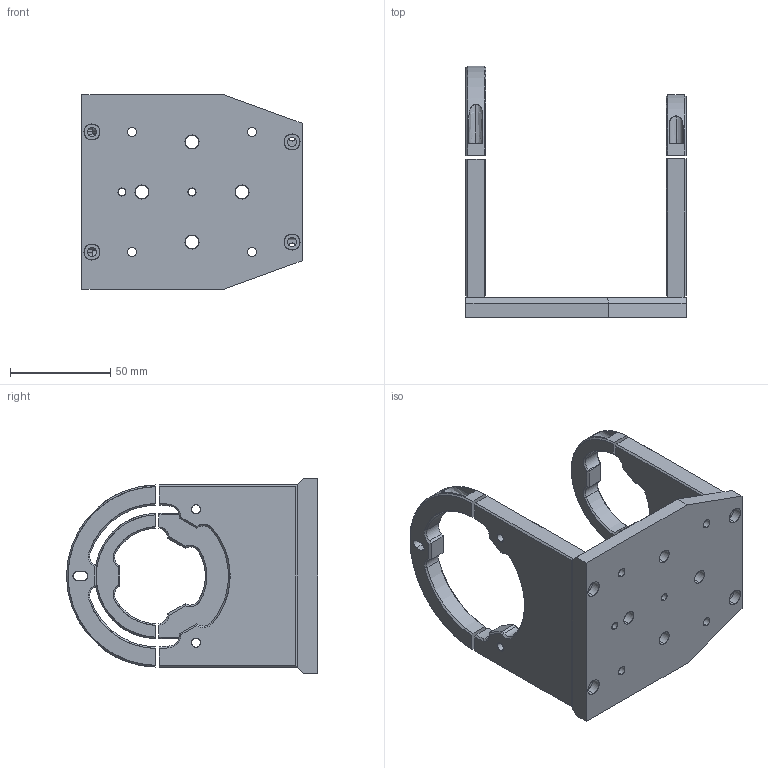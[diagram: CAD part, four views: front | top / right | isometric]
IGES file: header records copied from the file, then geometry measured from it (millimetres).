
Start section: SolidWorks IGES file using analytic representation for surfaces
Global section: file name: CMHO36.IGS; native system: SolidWorks 2012; preprocessor: SolidWorks 2012; author: michela; date: 130413.093244; units: millimetre
Bounding box: 110 x 125.5 x 97 mm (x, y, z)
Surface area: 55660.8 mm2 (no closed solid volume)
Topology: 0 solids, 0 shells, 257 faces, 3755 edges, 3755 vertices
Faces by surface type: revolution 138, bspline 119
